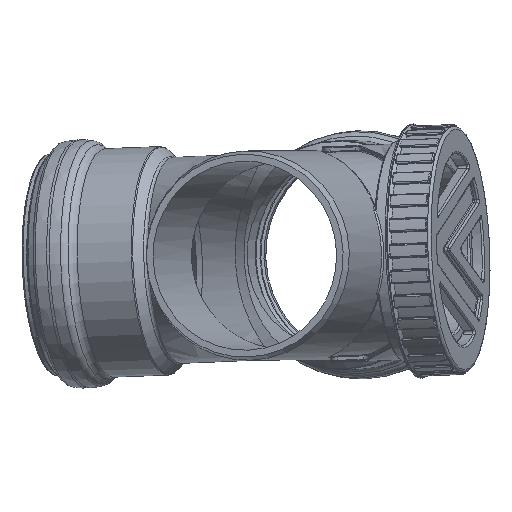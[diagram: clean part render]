
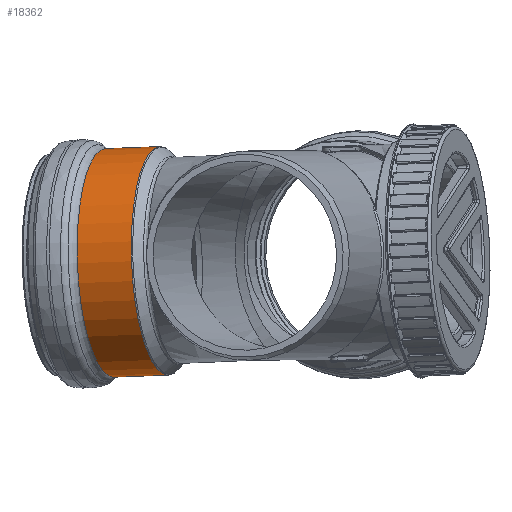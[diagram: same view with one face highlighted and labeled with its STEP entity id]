
A CAD part, front view. The second image highlights one B-rep face of the part: STEP entity #18362.
In plain terms, the highlighted cylindrical face has radius 60.25 mm (diameter 120.5 mm), a full revolution.
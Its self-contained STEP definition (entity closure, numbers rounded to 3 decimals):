
#414=LINE('',#28869,#1108);
#1108=VECTOR('',#22012,60.25);
#1801=CYLINDRICAL_SURFACE('',#19706,60.25);
#2411=FACE_OUTER_BOUND('',#3650,.T.);
#3650=EDGE_LOOP('',(#12071,#12072,#12073,#12074,#12075,#12076));
#5860=CIRCLE('',#19703,60.25);
#5862=CIRCLE('',#19705,60.25);
#5863=CIRCLE('',#19707,60.25);
#5864=CIRCLE('',#19708,60.25);
#7186=VERTEX_POINT('',#28859);
#7187=VERTEX_POINT('',#28860);
#7188=VERTEX_POINT('',#28865);
#7189=VERTEX_POINT('',#28866);
#8998=EDGE_CURVE('',#7186,#7187,#5860,.T.);
#9000=EDGE_CURVE('',#7187,#7186,#5862,.T.);
#9001=EDGE_CURVE('',#7188,#7189,#5863,.T.);
#9002=EDGE_CURVE('',#7189,#7188,#5864,.T.);
#9003=EDGE_CURVE('',#7189,#7187,#414,.T.);
#12071=ORIENTED_EDGE('',*,*,#9001,.F.);
#12072=ORIENTED_EDGE('',*,*,#9002,.F.);
#12073=ORIENTED_EDGE('',*,*,#9003,.T.);
#12074=ORIENTED_EDGE('',*,*,#9000,.T.);
#12075=ORIENTED_EDGE('',*,*,#8998,.T.);
#12076=ORIENTED_EDGE('',*,*,#9003,.F.);
#18362=ADVANCED_FACE('',(#2411),#1801,.T.);
#19703=AXIS2_PLACEMENT_3D('',#28861,#22000,#22001);
#19705=AXIS2_PLACEMENT_3D('',#28863,#22004,#22005);
#19706=AXIS2_PLACEMENT_3D('',#28864,#22006,#22007);
#19707=AXIS2_PLACEMENT_3D('',#28867,#22008,#22009);
#19708=AXIS2_PLACEMENT_3D('',#28868,#22010,#22011);
#22000=DIRECTION('center_axis',(-0.999,0.044,0.));
#22001=DIRECTION('ref_axis',(0.044,0.999,0.));
#22004=DIRECTION('center_axis',(-0.999,0.044,0.));
#22005=DIRECTION('ref_axis',(0.044,0.999,0.));
#22006=DIRECTION('center_axis',(-0.999,0.044,0.));
#22007=DIRECTION('ref_axis',(-0.044,-0.999,0.));
#22008=DIRECTION('center_axis',(-0.999,0.044,0.));
#22009=DIRECTION('ref_axis',(0.044,0.999,0.));
#22010=DIRECTION('center_axis',(-0.999,0.044,0.));
#22011=DIRECTION('ref_axis',(0.044,0.999,0.));
#22012=DIRECTION('',(0.999,-0.044,0.));
#28859=CARTESIAN_POINT('',(-83.086,157.128,-60.25));
#28860=CARTESIAN_POINT('',(-80.458,217.32,0.));
#28861=CARTESIAN_POINT('Origin',(-83.086,157.128,0.));
#28863=CARTESIAN_POINT('Origin',(-83.086,157.128,0.));
#28864=CARTESIAN_POINT('Origin',(-97.963,157.777,0.));
#28865=CARTESIAN_POINT('',(-112.839,158.427,-60.25));
#28866=CARTESIAN_POINT('',(-110.211,218.619,0.));
#28867=CARTESIAN_POINT('Origin',(-112.839,158.427,0.));
#28868=CARTESIAN_POINT('Origin',(-112.839,158.427,0.));
#28869=CARTESIAN_POINT('',(-95.335,217.97,0.));
